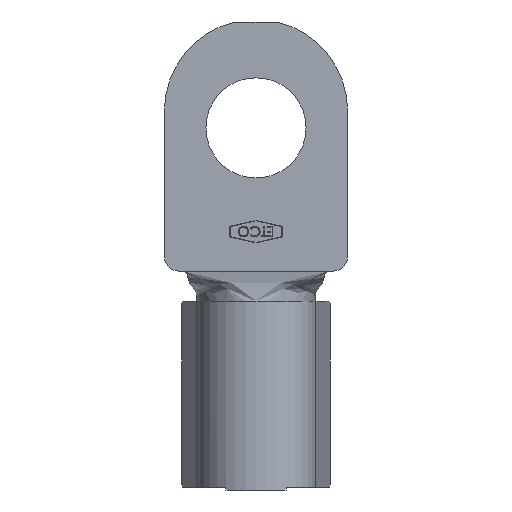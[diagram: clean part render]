
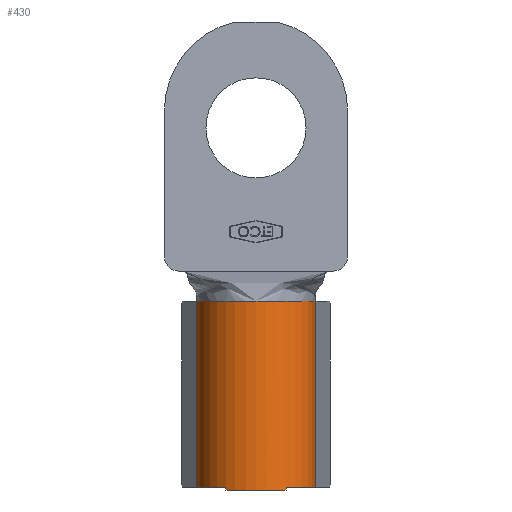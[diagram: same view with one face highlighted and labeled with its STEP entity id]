
A CAD part, front view. The second image highlights one B-rep face of the part: STEP entity #430.
In plain terms, the highlighted cylindrical face has radius 5.334 mm (diameter 10.668 mm), a partial arc.
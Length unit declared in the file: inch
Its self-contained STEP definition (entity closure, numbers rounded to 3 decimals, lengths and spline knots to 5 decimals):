
#278 = AXIS2_PLACEMENT_3D ( 'NONE', #1934, #5598, #2486 ) ;
#351 = CARTESIAN_POINT ( 'NONE',  ( 0.105, -0.18187, 0. ) ) ;
#430 = ADVANCED_FACE ( 'NONE', ( #4657 ), #3098, .T. ) ;
#441 = CARTESIAN_POINT ( 'NONE',  ( -0.105, -0.18187, -0.01 ) ) ;
#457 = CARTESIAN_POINT ( 'NONE',  ( 0.105, -0.18187, -0.01 ) ) ;
#553 = VECTOR ( 'NONE', #1012, 39.37008 ) ;
#598 = AXIS2_PLACEMENT_3D ( 'NONE', #3608, #2826, #3475 ) ;
#838 = AXIS2_PLACEMENT_3D ( 'NONE', #3158, #3401, #3430 ) ;
#875 = EDGE_CURVE ( 'NONE', #2527, #6642, #3913, .T. ) ;
#1000 = LINE ( 'NONE', #1346, #2317 ) ;
#1012 = DIRECTION ( 'NONE',  ( 0., 0., 1. ) ) ;
#1058 = ORIENTED_EDGE ( 'NONE', *, *, #5383, .F. ) ;
#1081 = EDGE_CURVE ( 'NONE', #6473, #3632, #4484, .T. ) ;
#1130 = CARTESIAN_POINT ( 'NONE',  ( -0.20666, -0.0373, 0.65 ) ) ;
#1211 = EDGE_CURVE ( 'NONE', #4897, #5101, #3833, .T. ) ;
#1332 = ORIENTED_EDGE ( 'NONE', *, *, #875, .T. ) ;
#1346 = CARTESIAN_POINT ( 'NONE',  ( -0.20666, -0.0373, 0.65 ) ) ;
#1434 = ORIENTED_EDGE ( 'NONE', *, *, #2978, .T. ) ;
#1467 = AXIS2_PLACEMENT_3D ( 'NONE', #6235, #6197, #6147 ) ;
#1628 = DIRECTION ( 'NONE',  ( 0., 0., -1. ) ) ;
#1870 = CIRCLE ( 'NONE', #278, 0.21 ) ;
#1934 = CARTESIAN_POINT ( 'NONE',  ( 0., 0., -0.01 ) ) ;
#2196 = ORIENTED_EDGE ( 'NONE', *, *, #4000, .F. ) ;
#2239 = DIRECTION ( 'NONE',  ( 0., 0., -1. ) ) ;
#2315 = CARTESIAN_POINT ( 'NONE',  ( -0.20666, -0.0373, 0. ) ) ;
#2317 = VECTOR ( 'NONE', #2239, 39.37008 ) ;
#2486 = DIRECTION ( 'NONE',  ( -1., 0., 0. ) ) ;
#2527 = VERTEX_POINT ( 'NONE', #2315 ) ;
#2799 = VERTEX_POINT ( 'NONE', #5544 ) ;
#2826 = DIRECTION ( 'NONE',  ( 0., 0., -1. ) ) ;
#2957 = CARTESIAN_POINT ( 'NONE',  ( 0.20666, -0.0373, 0.65 ) ) ;
#2978 = EDGE_CURVE ( 'NONE', #4897, #2527, #1000, .T. ) ;
#3065 = DIRECTION ( 'NONE',  ( 0., 0., 1. ) ) ;
#3098 = CYLINDRICAL_SURFACE ( 'NONE', #598, 0.21 ) ;
#3158 = CARTESIAN_POINT ( 'NONE',  ( 0., 0., 0. ) ) ;
#3401 = DIRECTION ( 'NONE',  ( 0., 0., 1. ) ) ;
#3430 = DIRECTION ( 'NONE',  ( 1., 0., 0. ) ) ;
#3475 = DIRECTION ( 'NONE',  ( -1., 0., 0. ) ) ;
#3608 = CARTESIAN_POINT ( 'NONE',  ( 0., 0., 0.65 ) ) ;
#3632 = VERTEX_POINT ( 'NONE', #3936 ) ;
#3716 = DIRECTION ( 'NONE',  ( 1., 0., 0. ) ) ;
#3793 = ORIENTED_EDGE ( 'NONE', *, *, #1211, .F. ) ;
#3833 = CIRCLE ( 'NONE', #1467, 0.21 ) ;
#3843 = DIRECTION ( 'NONE',  ( 0., 0., 1. ) ) ;
#3913 = CIRCLE ( 'NONE', #838, 0.21 ) ;
#3928 = CARTESIAN_POINT ( 'NONE',  ( 0., 0., 0. ) ) ;
#3936 = CARTESIAN_POINT ( 'NONE',  ( 0.20666, -0.0373, 0. ) ) ;
#3946 = ORIENTED_EDGE ( 'NONE', *, *, #1081, .T. ) ;
#4000 = EDGE_CURVE ( 'NONE', #5693, #6642, #5574, .T. ) ;
#4135 = LINE ( 'NONE', #4297, #6663 ) ;
#4270 = CARTESIAN_POINT ( 'NONE',  ( -0.105, -0.18187, 0. ) ) ;
#4297 = CARTESIAN_POINT ( 'NONE',  ( 0.20666, -0.0373, 0.65 ) ) ;
#4360 = ORIENTED_EDGE ( 'NONE', *, *, #6127, .T. ) ;
#4468 = AXIS2_PLACEMENT_3D ( 'NONE', #3928, #3843, #3716 ) ;
#4484 = CIRCLE ( 'NONE', #4468, 0.21 ) ;
#4657 = FACE_OUTER_BOUND ( 'NONE', #4676, .T. ) ;
#4676 = EDGE_LOOP ( 'NONE', ( #1332, #2196, #6324, #4360, #3946, #1058, #3793, #1434 ) ) ;
#4857 = LINE ( 'NONE', #457, #553 ) ;
#4897 = VERTEX_POINT ( 'NONE', #1130 ) ;
#5073 = CARTESIAN_POINT ( 'NONE',  ( -0.105, -0.18187, -0.01 ) ) ;
#5101 = VERTEX_POINT ( 'NONE', #2957 ) ;
#5383 = EDGE_CURVE ( 'NONE', #5101, #3632, #4135, .T. ) ;
#5544 = CARTESIAN_POINT ( 'NONE',  ( 0.105, -0.18187, -0.01 ) ) ;
#5574 = LINE ( 'NONE', #5073, #6761 ) ;
#5579 = EDGE_CURVE ( 'NONE', #2799, #5693, #1870, .T. ) ;
#5598 = DIRECTION ( 'NONE',  ( 0., 0., -1. ) ) ;
#5693 = VERTEX_POINT ( 'NONE', #441 ) ;
#6127 = EDGE_CURVE ( 'NONE', #2799, #6473, #4857, .T. ) ;
#6147 = DIRECTION ( 'NONE',  ( 1., 0., 0. ) ) ;
#6197 = DIRECTION ( 'NONE',  ( 0., 0., 1. ) ) ;
#6235 = CARTESIAN_POINT ( 'NONE',  ( 0., 0., 0.65 ) ) ;
#6324 = ORIENTED_EDGE ( 'NONE', *, *, #5579, .F. ) ;
#6473 = VERTEX_POINT ( 'NONE', #351 ) ;
#6642 = VERTEX_POINT ( 'NONE', #4270 ) ;
#6663 = VECTOR ( 'NONE', #1628, 39.37008 ) ;
#6761 = VECTOR ( 'NONE', #3065, 39.37008 ) ;
